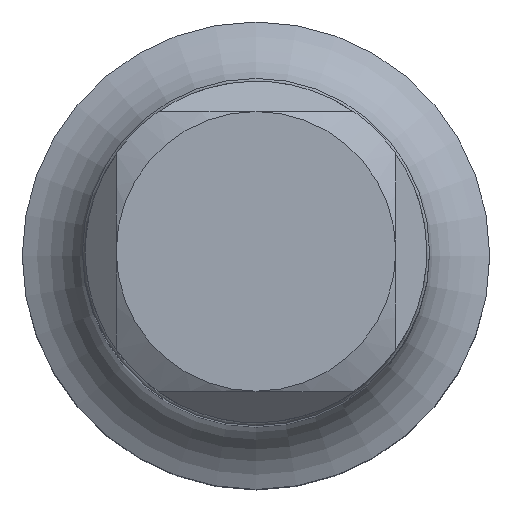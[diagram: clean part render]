
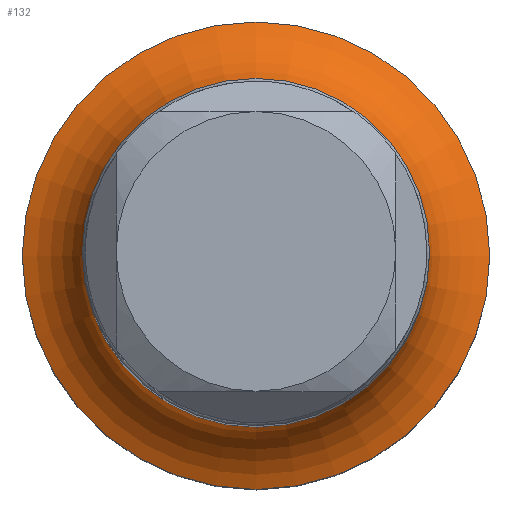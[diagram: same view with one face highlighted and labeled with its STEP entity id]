
A CAD part, top view. The second image highlights one B-rep face of the part: STEP entity #132.
In plain terms, the highlighted toroidal (fillet/blend) face has major radius 13.75 mm and minor radius 5 mm.
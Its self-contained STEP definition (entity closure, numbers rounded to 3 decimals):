
#55=TOROIDAL_SURFACE('',#459,13.75,5.);
#63=FACE_BOUND('',#182,.T.);
#64=FACE_BOUND('',#183,.T.);
#132=ADVANCED_FACE('NONE',(#63,#64),#55,.F.);
#182=EDGE_LOOP('',(#284));
#183=EDGE_LOOP('',(#285));
#204=CIRCLE('',#450,12.117);
#208=CIRCLE('',#458,8.75);
#284=ORIENTED_EDGE('',*,*,#364,.T.);
#285=ORIENTED_EDGE('',*,*,#360,.F.);
#318=VERTEX_POINT('',#691);
#322=VERTEX_POINT('',#703);
#360=EDGE_CURVE('NONE',#318,#318,#204,.T.);
#364=EDGE_CURVE('NONE',#322,#322,#208,.T.);
#450=AXIS2_PLACEMENT_3D('',#690,#542,#543);
#458=AXIS2_PLACEMENT_3D('',#702,#558,#559);
#459=AXIS2_PLACEMENT_3D('',#704,#560,#561);
#542=DIRECTION('',(0.,0.,-1.));
#543=DIRECTION('',(0.,1.,0.));
#558=DIRECTION('',(0.,0.,-1.));
#559=DIRECTION('',(-1.,0.,0.));
#560=DIRECTION('',(0.,0.,-1.));
#561=DIRECTION('',(-1.,0.,0.));
#690=CARTESIAN_POINT('',(0.,0.,-130.));
#691=CARTESIAN_POINT('',(0.,12.117,-130.));
#702=CARTESIAN_POINT('',(0.,0.,-125.274));
#703=CARTESIAN_POINT('',(-8.75,0.,-125.274));
#704=CARTESIAN_POINT('',(0.,0.,-125.274));
